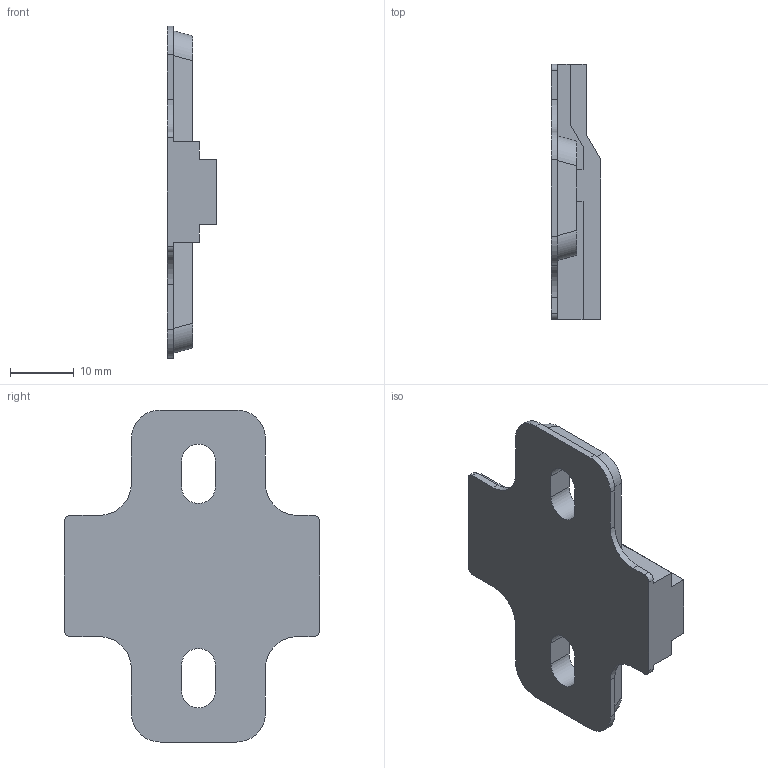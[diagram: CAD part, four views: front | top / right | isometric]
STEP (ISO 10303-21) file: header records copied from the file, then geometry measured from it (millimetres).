
FILE_DESCRIPTION((''),'2;1');
FILE_NAME('244-1136-IMS','2022-12-14T12:40:03',('marino.prodan'),('Audax d.o.o.'),'CREO PARAMETRIC BY PTC INC, 2021304','CREO PARAMETRIC BY PTC INC, 2021304','');
FILE_SCHEMA(('AUTOMOTIVE_DESIGN { 1 0 10303 214 1 1 1 1 }'));
Length unit declared in the file: millimetre
Products named in the file (1): 244-1136-IMS
Bounding box: 7.8 x 40 x 52 mm (x, y, z)
Volume: 6138.8 mm3; surface area: 3892 mm2
Topology: 1 solids, 1 shells, 74 faces, 221 edges, 150 vertices
Faces by surface type: plane 54, cylinder 20
Entity records: 2905 total; most frequent: CARTESIAN_POINT 505, ORIENTED_EDGE 442, DIRECTION 401, COLOUR_RGB 317, EDGE_CURVE 221, VECTOR 173, LINE 173, VERTEX_POINT 150
